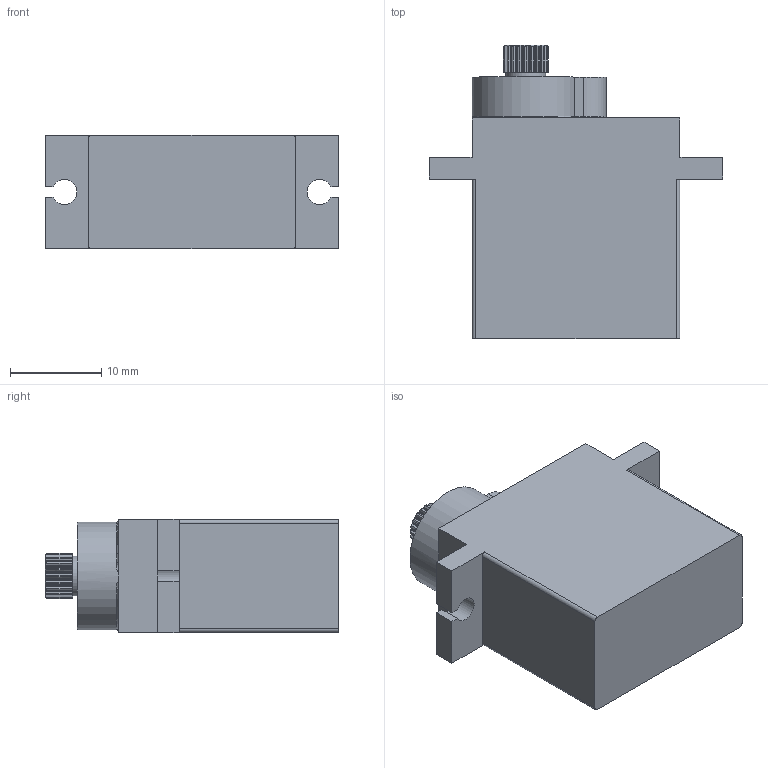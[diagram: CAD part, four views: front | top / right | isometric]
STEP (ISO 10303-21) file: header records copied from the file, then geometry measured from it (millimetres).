
FILE_DESCRIPTION((''),'2;1');
FILE_NAME('MG90S Servo Motor.stp','2020-03-17T09:05:55',('DELL'),(''),'Autodesk Inventor 2013','Autodesk Inventor 2013','');
FILE_SCHEMA(('AUTOMOTIVE_DESIGN { 1 0 10303 214 1 1 1 1 }'));
Length unit declared in the file: millimetre
Products named in the file (1): MG90S Servo Motor
Bounding box: 32.2 x 32.2 x 12.4 mm (x, y, z)
Volume: 7727 mm3; surface area: 3167.1 mm2
Topology: 22 solids, 22 shells, 265 faces, 654 edges, 432 vertices
Faces by surface type: cylinder 133, plane 66, bspline 42, cone 21, torus 3
Full cylindrical faces by diameter (mm): 2.013 x1, 4.367 x1, 5.1 x1
Entity records: 8737 total; most frequent: CARTESIAN_POINT 2232, ORIENTED_EDGE 1294, DIRECTION 1261, EDGE_CURVE 647, AXIS2_PLACEMENT_3D 514, VERTEX_POINT 431, CIRCLE 290, EDGE_LOOP 270
